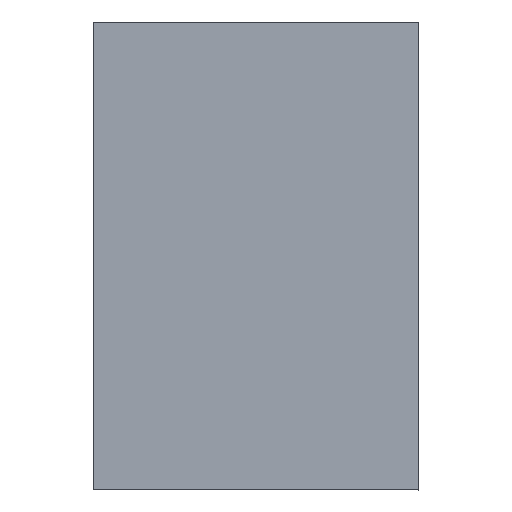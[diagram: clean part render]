
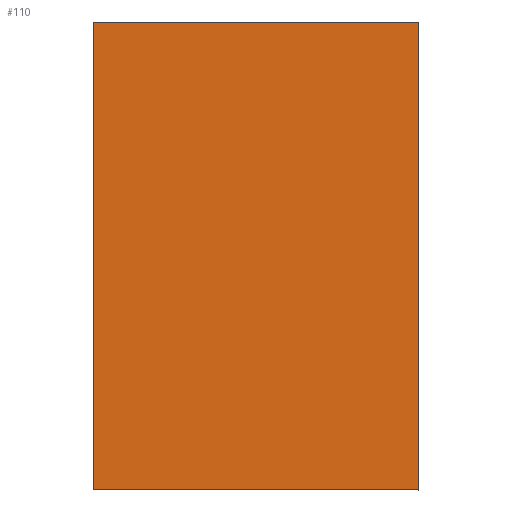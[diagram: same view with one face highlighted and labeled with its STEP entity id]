
A CAD part, top view. The second image highlights one B-rep face of the part: STEP entity #110.
In plain terms, the highlighted planar face has unit normal (0, 0, 1).
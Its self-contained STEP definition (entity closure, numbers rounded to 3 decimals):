
#24=FACE_OUTER_BOUND('',#30,.T.);
#30=EDGE_LOOP('',(#95,#96,#97,#98));
#36=LINE('',#178,#48);
#39=LINE('',#183,#51);
#41=LINE('',#187,#53);
#42=LINE('',#189,#54);
#48=VECTOR('',#146,10.);
#51=VECTOR('',#151,10.);
#53=VECTOR('',#155,10.);
#54=VECTOR('',#158,10.);
#59=VERTEX_POINT('',#175);
#60=VERTEX_POINT('',#177);
#61=VERTEX_POINT('',#181);
#62=VERTEX_POINT('',#185);
#68=EDGE_CURVE('',#60,#59,#36,.T.);
#71=EDGE_CURVE('',#59,#61,#39,.T.);
#73=EDGE_CURVE('',#61,#62,#41,.T.);
#74=EDGE_CURVE('',#62,#60,#42,.T.);
#95=ORIENTED_EDGE('',*,*,#68,.T.);
#96=ORIENTED_EDGE('',*,*,#71,.T.);
#97=ORIENTED_EDGE('',*,*,#73,.T.);
#98=ORIENTED_EDGE('',*,*,#74,.T.);
#104=PLANE('',#131);
#110=ADVANCED_FACE('',(#24),#104,.T.);
#131=AXIS2_PLACEMENT_3D('',#190,#159,#160);
#146=DIRECTION('',(1.,0.,0.));
#151=DIRECTION('',(0.,1.,0.));
#155=DIRECTION('',(-1.,0.,0.));
#158=DIRECTION('',(0.,-1.,0.));
#159=DIRECTION('center_axis',(0.,0.,1.));
#160=DIRECTION('ref_axis',(-1.,0.,0.));
#175=CARTESIAN_POINT('',(6.65,0.,1.2));
#177=CARTESIAN_POINT('',(0.,0.,1.2));
#178=CARTESIAN_POINT('',(0.,0.,1.2));
#181=CARTESIAN_POINT('',(6.65,4.63,1.2));
#183=CARTESIAN_POINT('',(6.65,0.,1.2));
#185=CARTESIAN_POINT('',(0.,4.63,1.2));
#187=CARTESIAN_POINT('',(6.65,4.63,1.2));
#189=CARTESIAN_POINT('',(0.,4.63,1.2));
#190=CARTESIAN_POINT('Origin',(0.,0.,1.2));
